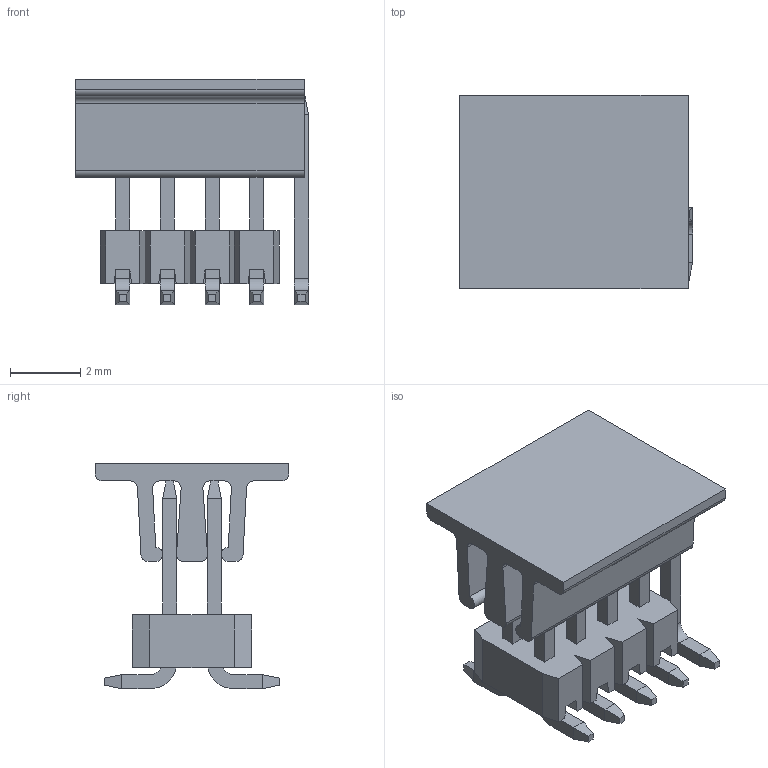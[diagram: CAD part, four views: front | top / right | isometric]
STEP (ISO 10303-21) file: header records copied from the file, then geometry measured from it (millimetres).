
FILE_DESCRIPTION(/* description */ ('Unknown'),/* implementation_level */ '2;1');
FILE_NAME(/* name */ '62130821021',/* time_stamp */ '2023-01-13T12:17:00+01:00',/* author */ ('Unknown'),/* organization */ ('Unknown'),/* preprocessor_version */ 'ST-DEVELOPER v16.7',/* originating_system */ 'Solid Edge',/* authorisation */ 'Unknown');
FILE_SCHEMA (('AUTOMOTIVE_DESIGN {1 0 10303 214 3 1 1}'));
Length unit declared in the file: millimetre
Products named in the file (4): 6213xx21021; 621x0821021_Housing; 6210xx21021_PIN; 6213xx21021_Cap
Assembly tree (11 placements, depth 2):
  6213xx21021
    621x0821021_Housing
    6210xx21021_PIN  x9
    6213xx21021_Cap
Bounding box: 6.62 x 5.5 x 6.41 mm (x, y, z)
Volume: 74.4 mm3; surface area: 364.6 mm2
Topology: 11 solids, 11 shells, 278 faces, 704 edges, 440 vertices
Faces by surface type: plane 246, cylinder 32
Entity records: 4487 total; most frequent: CARTESIAN_POINT 778, ORIENTED_EDGE 768, DIRECTION 708, EDGE_CURVE 384, LINE 352, VECTOR 352, VERTEX_POINT 248, AXIS2_PLACEMENT_3D 178
